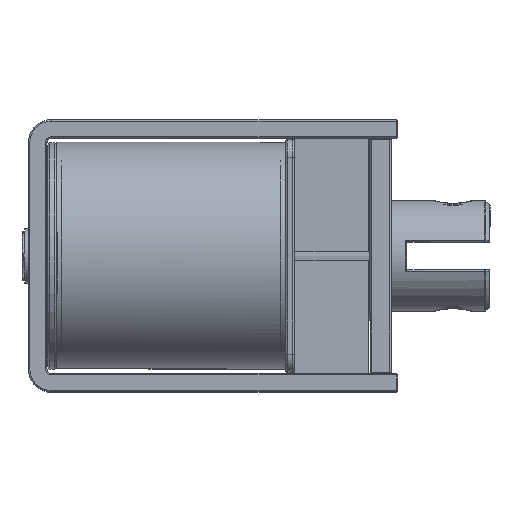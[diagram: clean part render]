
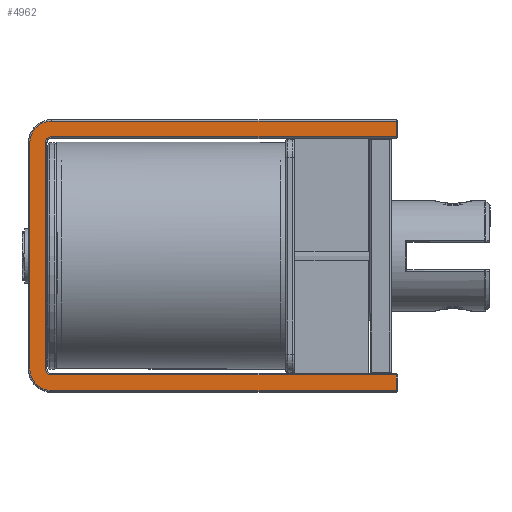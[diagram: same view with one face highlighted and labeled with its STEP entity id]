
A CAD part, top view. The second image highlights one B-rep face of the part: STEP entity #4962.
In plain terms, the highlighted planar face has unit normal (0, 0, 1).
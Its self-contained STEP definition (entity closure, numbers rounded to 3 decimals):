
#300=LINE('',#7597,#532);
#301=LINE('',#7600,#533);
#302=LINE('',#7602,#534);
#303=LINE('',#7606,#535);
#304=LINE('',#7610,#536);
#305=LINE('',#7612,#537);
#306=LINE('',#7614,#538);
#307=LINE('',#7618,#539);
#532=VECTOR('',#6054,1000.);
#533=VECTOR('',#6055,1000.);
#534=VECTOR('',#6056,1000.);
#535=VECTOR('',#6059,1000.);
#536=VECTOR('',#6062,1000.);
#537=VECTOR('',#6063,1000.);
#538=VECTOR('',#6064,1000.);
#539=VECTOR('',#6067,1000.);
#718=PLANE('',#5331);
#854=ORIENTED_EDGE('',*,*,#2026,.T.);
#855=ORIENTED_EDGE('',*,*,#2027,.T.);
#856=ORIENTED_EDGE('',*,*,#2028,.T.);
#857=ORIENTED_EDGE('',*,*,#2029,.T.);
#858=ORIENTED_EDGE('',*,*,#2030,.T.);
#859=ORIENTED_EDGE('',*,*,#2031,.T.);
#860=ORIENTED_EDGE('',*,*,#2032,.T.);
#861=ORIENTED_EDGE('',*,*,#2033,.T.);
#862=ORIENTED_EDGE('',*,*,#2034,.T.);
#863=ORIENTED_EDGE('',*,*,#2035,.T.);
#864=ORIENTED_EDGE('',*,*,#2036,.T.);
#865=ORIENTED_EDGE('',*,*,#2037,.T.);
#2026=EDGE_CURVE('',#2612,#2613,#300,.F.);
#2027=EDGE_CURVE('',#2613,#2614,#301,.F.);
#2028=EDGE_CURVE('',#2614,#2615,#302,.F.);
#2029=EDGE_CURVE('',#2615,#2616,#2916,.T.);
#2030=EDGE_CURVE('',#2616,#2617,#303,.F.);
#2031=EDGE_CURVE('',#2617,#2618,#2917,.T.);
#2032=EDGE_CURVE('',#2618,#2619,#304,.F.);
#2033=EDGE_CURVE('',#2619,#2620,#305,.F.);
#2034=EDGE_CURVE('',#2620,#2621,#306,.F.);
#2035=EDGE_CURVE('',#2621,#2622,#2918,.F.);
#2036=EDGE_CURVE('',#2622,#2623,#307,.F.);
#2037=EDGE_CURVE('',#2623,#2612,#2919,.F.);
#2612=VERTEX_POINT('',#7598);
#2613=VERTEX_POINT('',#7599);
#2614=VERTEX_POINT('',#7601);
#2615=VERTEX_POINT('',#7603);
#2616=VERTEX_POINT('',#7605);
#2617=VERTEX_POINT('',#7607);
#2618=VERTEX_POINT('',#7609);
#2619=VERTEX_POINT('',#7611);
#2620=VERTEX_POINT('',#7613);
#2621=VERTEX_POINT('',#7615);
#2622=VERTEX_POINT('',#7617);
#2623=VERTEX_POINT('',#7619);
#2916=CIRCLE('',#5332,0.65);
#2917=CIRCLE('',#5333,0.65);
#2918=CIRCLE('',#5334,2.35);
#2919=CIRCLE('',#5335,2.35);
#3232=EDGE_LOOP('',(#854,#855,#856,#857,#858,#859,#860,#861,#862,#863,#864,
#865));
#3624=FACE_BOUND('',#3232,.T.);
#4962=ADVANCED_FACE('',(#3624),#718,.F.);
#5331=AXIS2_PLACEMENT_3D('',#7596,#6052,#6053);
#5332=AXIS2_PLACEMENT_3D('',#7604,#6057,#6058);
#5333=AXIS2_PLACEMENT_3D('',#7608,#6060,#6061);
#5334=AXIS2_PLACEMENT_3D('',#7616,#6065,#6066);
#5335=AXIS2_PLACEMENT_3D('',#7620,#6068,#6069);
#6052=DIRECTION('',(0.,0.,-1.));
#6053=DIRECTION('',(-1.,0.,0.));
#6054=DIRECTION('',(-1.,0.,0.));
#6055=DIRECTION('',(0.,-1.,0.));
#6056=DIRECTION('',(1.,0.,0.));
#6057=DIRECTION('',(0.,0.,-1.));
#6058=DIRECTION('',(-1.,0.,0.));
#6059=DIRECTION('',(0.,-1.,0.));
#6060=DIRECTION('',(0.,0.,-1.));
#6061=DIRECTION('',(-1.,0.,0.));
#6062=DIRECTION('',(-1.,0.,0.));
#6063=DIRECTION('',(0.,-1.,0.));
#6064=DIRECTION('',(1.,0.,0.));
#6065=DIRECTION('',(0.,0.,-1.));
#6066=DIRECTION('',(-1.,0.,0.));
#6067=DIRECTION('',(0.,1.,0.));
#6068=DIRECTION('',(0.,0.,-1.));
#6069=DIRECTION('',(-1.,0.,0.));
#7596=CARTESIAN_POINT('',(40.,14.75,12.5));
#7597=CARTESIAN_POINT('',(40.,-14.6,12.5));
#7598=CARTESIAN_POINT('',(2.5,-14.6,12.5));
#7599=CARTESIAN_POINT('',(39.85,-14.6,12.5));
#7600=CARTESIAN_POINT('',(39.85,-12.75,12.5));
#7601=CARTESIAN_POINT('',(39.85,-12.9,12.5));
#7602=CARTESIAN_POINT('',(2.5,-12.9,12.5));
#7603=CARTESIAN_POINT('',(2.5,-12.9,12.5));
#7604=CARTESIAN_POINT('',(2.5,-12.25,12.5));
#7605=CARTESIAN_POINT('',(1.85,-12.25,12.5));
#7606=CARTESIAN_POINT('',(1.85,12.25,12.5));
#7607=CARTESIAN_POINT('',(1.85,12.25,12.5));
#7608=CARTESIAN_POINT('',(2.5,12.25,12.5));
#7609=CARTESIAN_POINT('',(2.5,12.9,12.5));
#7610=CARTESIAN_POINT('',(40.,12.9,12.5));
#7611=CARTESIAN_POINT('',(39.85,12.9,12.5));
#7612=CARTESIAN_POINT('',(39.85,14.75,12.5));
#7613=CARTESIAN_POINT('',(39.85,14.6,12.5));
#7614=CARTESIAN_POINT('',(2.5,14.6,12.5));
#7615=CARTESIAN_POINT('',(2.5,14.6,12.5));
#7616=CARTESIAN_POINT('',(2.5,12.25,12.5));
#7617=CARTESIAN_POINT('',(0.15,12.25,12.5));
#7618=CARTESIAN_POINT('',(0.15,-12.25,12.5));
#7619=CARTESIAN_POINT('',(0.15,-12.25,12.5));
#7620=CARTESIAN_POINT('',(2.5,-12.25,12.5));
